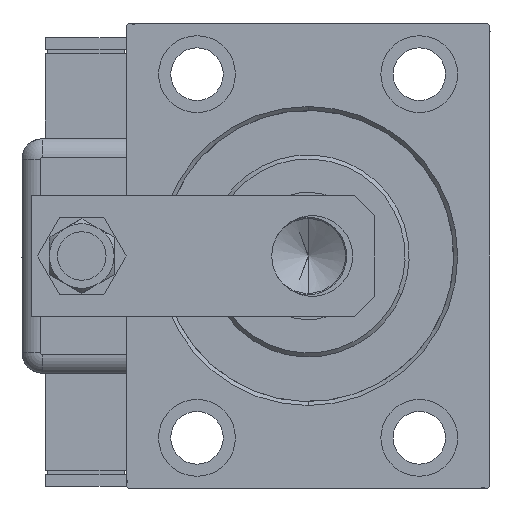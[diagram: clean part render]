
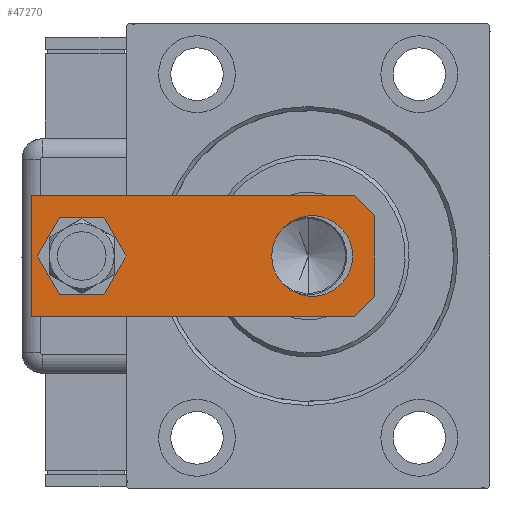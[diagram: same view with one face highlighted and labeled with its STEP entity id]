
A CAD part, left-side view. The second image highlights one B-rep face of the part: STEP entity #47270.
In plain terms, the highlighted face is planar.
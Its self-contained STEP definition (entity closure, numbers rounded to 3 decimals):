
#706 = CARTESIAN_POINT ( 'NONE',  ( 0., 72.5, 0. ) ) ;
#1172 = VERTEX_POINT ( 'NONE', #27385 ) ;
#1557 = ORIENTED_EDGE ( 'NONE', *, *, #43722, .F. ) ;
#1795 = DIRECTION ( 'NONE',  ( -0.707, 0.707, 0. ) ) ;
#2007 = LINE ( 'NONE', #48094, #6465 ) ;
#4100 = CIRCLE ( 'NONE', #33887, 7. ) ;
#5116 = EDGE_CURVE ( 'NONE', #15512, #10928, #44172, .T. ) ;
#5132 = CIRCLE ( 'NONE', #17660, 7. ) ;
#5225 = DIRECTION ( 'NONE',  ( 0., 1., 0. ) ) ;
#5957 = CARTESIAN_POINT ( 'NONE',  ( -15., 85., 0. ) ) ;
#6212 = ORIENTED_EDGE ( 'NONE', *, *, #17199, .T. ) ;
#6214 = CARTESIAN_POINT ( 'NONE',  ( 10., 15.5, 0. ) ) ;
#6465 = VECTOR ( 'NONE', #11928, 1000. ) ;
#6889 = LINE ( 'NONE', #21016, #57518 ) ;
#8237 = EDGE_CURVE ( 'NONE', #9890, #43542, #46494, .T. ) ;
#9703 = CARTESIAN_POINT ( 'NONE',  ( -10., 15.5, 0. ) ) ;
#9890 = VERTEX_POINT ( 'NONE', #20068 ) ;
#10037 = DIRECTION ( 'NONE',  ( 1., 0., 0. ) ) ;
#10163 = CIRCLE ( 'NONE', #56377, 10. ) ;
#10928 = VERTEX_POINT ( 'NONE', #9703 ) ;
#11928 = DIRECTION ( 'NONE',  ( -0.707, -0.707, 0. ) ) ;
#12320 = FACE_BOUND ( 'NONE', #13101, .T. ) ;
#12325 = LINE ( 'NONE', #34921, #36997 ) ;
#12892 = CARTESIAN_POINT ( 'NONE',  ( 0., 15.5, 0. ) ) ;
#13101 = EDGE_LOOP ( 'NONE', ( #21833, #41164 ) ) ;
#13102 = DIRECTION ( 'NONE',  ( 1., 0., 0. ) ) ;
#14239 = AXIS2_PLACEMENT_3D ( 'NONE', #53901, #34619, #30386 ) ;
#15101 = ORIENTED_EDGE ( 'NONE', *, *, #15983, .F. ) ;
#15512 = VERTEX_POINT ( 'NONE', #6214 ) ;
#15983 = EDGE_CURVE ( 'NONE', #43542, #1172, #37414, .T. ) ;
#16670 = EDGE_LOOP ( 'NONE', ( #1557, #46557, #36448, #15101, #17526, #54987 ) ) ;
#17199 = EDGE_CURVE ( 'NONE', #56197, #47623, #4100, .T. ) ;
#17526 = ORIENTED_EDGE ( 'NONE', *, *, #8237, .F. ) ;
#17660 = AXIS2_PLACEMENT_3D ( 'NONE', #43950, #39744, #26177 ) ;
#20068 = CARTESIAN_POINT ( 'NONE',  ( 15., 5., 0. ) ) ;
#20935 = EDGE_LOOP ( 'NONE', ( #36459, #6212 ) ) ;
#21016 = CARTESIAN_POINT ( 'NONE',  ( -15., 0., 0. ) ) ;
#21038 = CARTESIAN_POINT ( 'NONE',  ( 7., 72.5, 0. ) ) ;
#21833 = ORIENTED_EDGE ( 'NONE', *, *, #30106, .T. ) ;
#22255 = CARTESIAN_POINT ( 'NONE',  ( 10., 0., 0. ) ) ;
#23254 = CARTESIAN_POINT ( 'NONE',  ( 15., 85., 0. ) ) ;
#23639 = EDGE_CURVE ( 'NONE', #43626, #25890, #12325, .T. ) ;
#23744 = EDGE_CURVE ( 'NONE', #1172, #25890, #55971, .T. ) ;
#25390 = VERTEX_POINT ( 'NONE', #22255 ) ;
#25890 = VERTEX_POINT ( 'NONE', #27891 ) ;
#26177 = DIRECTION ( 'NONE',  ( 1., 0., 0. ) ) ;
#26661 = DIRECTION ( 'NONE',  ( 0., 0., 1. ) ) ;
#26747 = DIRECTION ( 'NONE',  ( 0., 0., 1. ) ) ;
#27385 = CARTESIAN_POINT ( 'NONE',  ( -15., 85., 0. ) ) ;
#27891 = CARTESIAN_POINT ( 'NONE',  ( -15., 5., 0. ) ) ;
#28398 = CARTESIAN_POINT ( 'NONE',  ( 15., 0., 0. ) ) ;
#30106 = EDGE_CURVE ( 'NONE', #10928, #15512, #10163, .T. ) ;
#30386 = DIRECTION ( 'NONE',  ( 1., 0., 0. ) ) ;
#30844 = VECTOR ( 'NONE', #5225, 1000. ) ;
#32581 = EDGE_CURVE ( 'NONE', #47623, #56197, #5132, .T. ) ;
#32663 = AXIS2_PLACEMENT_3D ( 'NONE', #12892, #26747, #49944 ) ;
#32895 = VECTOR ( 'NONE', #42220, 1000. ) ;
#33887 = AXIS2_PLACEMENT_3D ( 'NONE', #706, #42274, #10037 ) ;
#34099 = VECTOR ( 'NONE', #50569, 1000. ) ;
#34619 = DIRECTION ( 'NONE',  ( 0., 0., 1. ) ) ;
#34921 = CARTESIAN_POINT ( 'NONE',  ( -10., 0., 0. ) ) ;
#35524 = FACE_OUTER_BOUND ( 'NONE', #16670, .T. ) ;
#36448 = ORIENTED_EDGE ( 'NONE', *, *, #23744, .F. ) ;
#36459 = ORIENTED_EDGE ( 'NONE', *, *, #32581, .T. ) ;
#36997 = VECTOR ( 'NONE', #1795, 1000. ) ;
#37414 = LINE ( 'NONE', #23254, #32895 ) ;
#39744 = DIRECTION ( 'NONE',  ( 0., 0., 1. ) ) ;
#40874 = CARTESIAN_POINT ( 'NONE',  ( -7., 72.5, 0. ) ) ;
#41164 = ORIENTED_EDGE ( 'NONE', *, *, #5116, .T. ) ;
#42220 = DIRECTION ( 'NONE',  ( -1., 0., 0. ) ) ;
#42274 = DIRECTION ( 'NONE',  ( 0., 0., 1. ) ) ;
#43542 = VERTEX_POINT ( 'NONE', #51784 ) ;
#43626 = VERTEX_POINT ( 'NONE', #47264 ) ;
#43722 = EDGE_CURVE ( 'NONE', #43626, #25390, #6889, .T. ) ;
#43950 = CARTESIAN_POINT ( 'NONE',  ( 0., 72.5, 0. ) ) ;
#44172 = CIRCLE ( 'NONE', #32663, 10. ) ;
#45304 = EDGE_CURVE ( 'NONE', #9890, #25390, #2007, .T. ) ;
#46494 = LINE ( 'NONE', #28398, #30844 ) ;
#46557 = ORIENTED_EDGE ( 'NONE', *, *, #23639, .T. ) ;
#47264 = CARTESIAN_POINT ( 'NONE',  ( -10., 0., 0. ) ) ;
#47270 = ADVANCED_FACE ( 'NONE', ( #35524, #53599, #12320 ), #57521, .F. ) ;
#47623 = VERTEX_POINT ( 'NONE', #40874 ) ;
#48094 = CARTESIAN_POINT ( 'NONE',  ( 15., 5., 0. ) ) ;
#49944 = DIRECTION ( 'NONE',  ( 1., 0., 0. ) ) ;
#50569 = DIRECTION ( 'NONE',  ( 0., -1., 0. ) ) ;
#51784 = CARTESIAN_POINT ( 'NONE',  ( 15., 85., 0. ) ) ;
#53277 = DIRECTION ( 'NONE',  ( 1., 0., 0. ) ) ;
#53599 = FACE_BOUND ( 'NONE', #20935, .T. ) ;
#53901 = CARTESIAN_POINT ( 'NONE',  ( 0., 0., 0. ) ) ;
#54987 = ORIENTED_EDGE ( 'NONE', *, *, #45304, .T. ) ;
#55971 = LINE ( 'NONE', #5957, #34099 ) ;
#56197 = VERTEX_POINT ( 'NONE', #21038 ) ;
#56377 = AXIS2_PLACEMENT_3D ( 'NONE', #59495, #26661, #13102 ) ;
#57518 = VECTOR ( 'NONE', #53277, 1000. ) ;
#57521 = PLANE ( 'NONE',  #14239 ) ;
#59495 = CARTESIAN_POINT ( 'NONE',  ( 0., 15.5, 0. ) ) ;
